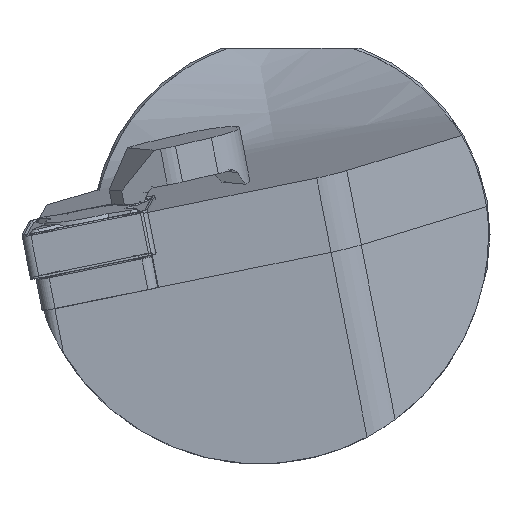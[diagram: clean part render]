
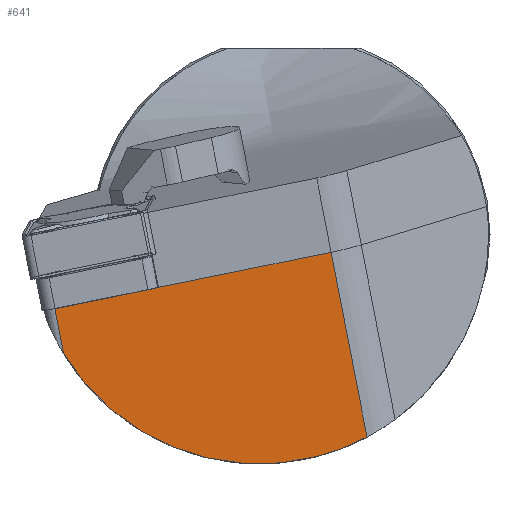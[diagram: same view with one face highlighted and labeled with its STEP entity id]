
A CAD part, left-side view. The second image highlights one B-rep face of the part: STEP entity #641.
In plain terms, the highlighted planar face has unit normal (-0.991, -0.104, -0.086).
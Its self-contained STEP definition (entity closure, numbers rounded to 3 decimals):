
#551=ELLIPSE('',#2674,23.212,23.);
#641=ADVANCED_FACE('',(#832),#750,.F.);
#750=PLANE('',#2702);
#832=FACE_OUTER_BOUND('',#951,.T.);
#951=EDGE_LOOP('',(#1264,#1265,#1266,#1267,#1268,#1269));
#1264=ORIENTED_EDGE('',*,*,#2046,.T.);
#1265=ORIENTED_EDGE('',*,*,#2047,.F.);
#1266=ORIENTED_EDGE('',*,*,#2007,.T.);
#1267=ORIENTED_EDGE('',*,*,#2045,.T.);
#1268=ORIENTED_EDGE('',*,*,#1991,.T.);
#1269=ORIENTED_EDGE('',*,*,#1969,.T.);
#1763=VERTEX_POINT('',#3484);
#1764=VERTEX_POINT('',#3485);
#1781=VERTEX_POINT('',#3547);
#1792=VERTEX_POINT('',#3595);
#1793=VERTEX_POINT('',#3597);
#1818=VERTEX_POINT('',#4018);
#1969=EDGE_CURVE('',#1763,#1764,#2282,.T.);
#1991=EDGE_CURVE('',#1781,#1763,#2298,.T.);
#2007=EDGE_CURVE('',#1793,#1792,#551,.T.);
#2045=EDGE_CURVE('',#1792,#1781,#2312,.T.);
#2046=EDGE_CURVE('',#1764,#1818,#2313,.T.);
#2047=EDGE_CURVE('',#1793,#1818,#2314,.T.);
#2282=LINE('',#3483,#2469);
#2298=LINE('',#3546,#2485);
#2312=LINE('',#4015,#2499);
#2313=LINE('',#4017,#2500);
#2314=LINE('',#4019,#2501);
#2469=VECTOR('',#2871,1.);
#2485=VECTOR('',#2901,1.);
#2499=VECTOR('',#2989,1.);
#2500=VECTOR('',#2992,1.);
#2501=VECTOR('',#2993,1.);
#2674=AXIS2_PLACEMENT_3D('',#3596,#2926,#2927);
#2702=AXIS2_PLACEMENT_3D('',#4020,#2994,#2995);
#2871=DIRECTION('',(-0.085,0.976,-0.199));
#2901=DIRECTION('',(-0.085,0.976,-0.199));
#2926=DIRECTION('',(-0.991,-0.104,-0.086));
#2927=DIRECTION('',(-0.135,0.765,0.63));
#2989=DIRECTION('',(-0.105,0.19,0.976));
#2992=DIRECTION('',(-0.085,0.976,-0.199));
#2993=DIRECTION('',(-0.105,0.19,0.976));
#2994=DIRECTION('',(0.991,0.104,0.086));
#2995=DIRECTION('',(0.105,-0.995,0.));
#3483=CARTESIAN_POINT('',(3.99,-4.046,-1.741));
#3484=CARTESIAN_POINT('',(2.466,13.365,-5.289));
#3485=CARTESIAN_POINT('',(2.434,13.735,-5.364));
#3546=CARTESIAN_POINT('',(3.99,-4.046,-1.741));
#3547=CARTESIAN_POINT('',(3.99,-4.046,-1.741));
#3595=CARTESIAN_POINT('',(5.977,-7.654,-20.304));
#3596=CARTESIAN_POINT('',(3.082,3.15,0.));
#3597=CARTESIAN_POINT('',(2.046,22.822,-11.917));
#4015=CARTESIAN_POINT('',(-40.47,76.668,413.494));
#4017=CARTESIAN_POINT('',(3.99,-4.046,-1.741));
#4018=CARTESIAN_POINT('',(1.562,23.701,-7.394));
#4019=CARTESIAN_POINT('',(-42.898,104.415,407.841));
#4020=CARTESIAN_POINT('',(-40.47,76.668,413.494));
